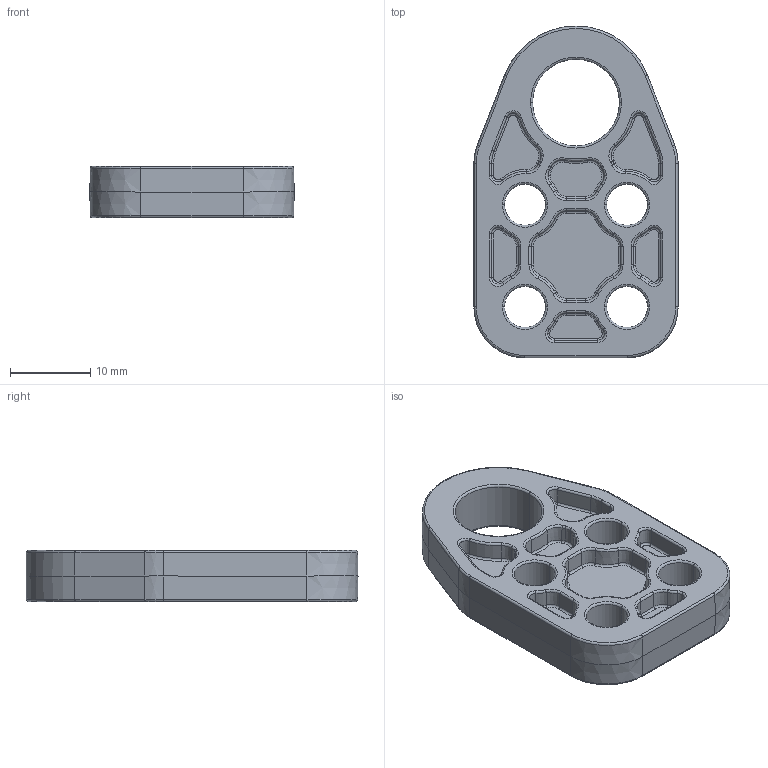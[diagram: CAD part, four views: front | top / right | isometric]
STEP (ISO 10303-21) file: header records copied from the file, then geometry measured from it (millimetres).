
FILE_DESCRIPTION (( 'STEP AP203' ), '1' );
FILE_NAME ('am-5013 RoBits Side Bushing Carrier.STEP', '2023-04-03T14:21:47', ( '' ), ( '' ), 'SwSTEP 2.0', 'SolidWorks 2022', '' );
FILE_SCHEMA (( 'CONFIG_CONTROL_DESIGN' ));
Length unit declared in the file: inch
Products named in the file (1): am-5013 RoBits Side Bushing Carrier
Bounding box: 25.4 x 41.27 x 6.35 mm (x, y, z)
Volume: 3537.4 mm3; surface area: 3439.9 mm2
Topology: 1 solids, 1 shells, 536 faces, 1213 edges, 693 vertices
Faces by surface type: torus 254, cone 122, cylinder 96, plane 64
Entity records: 15156 total; most frequent: DIRECTION 3143, CARTESIAN_POINT 2443, ORIENTED_EDGE 2426, AXIS2_PLACEMENT_3D 1393, EDGE_CURVE 1213, CIRCLE 856, VERTEX_POINT 693, EDGE_LOOP 560
